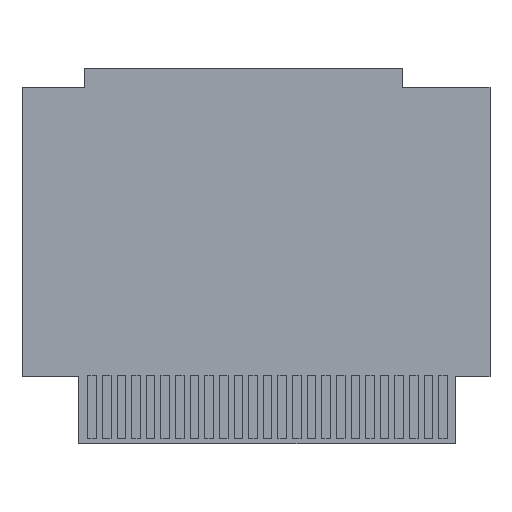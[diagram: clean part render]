
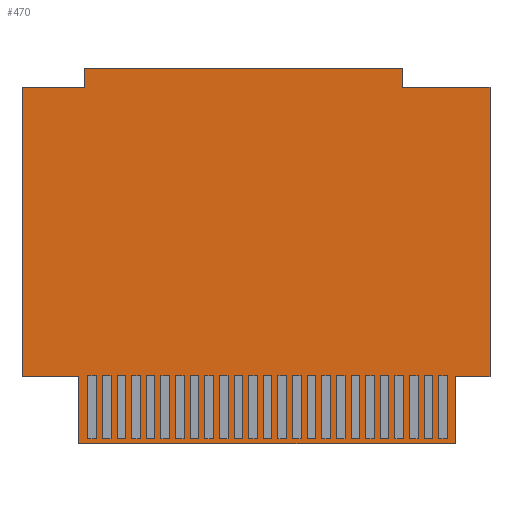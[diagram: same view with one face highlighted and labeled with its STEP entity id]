
A CAD part, top view. The second image highlights one B-rep face of the part: STEP entity #470.
In plain terms, the highlighted planar face has unit normal (0, 0, 1).
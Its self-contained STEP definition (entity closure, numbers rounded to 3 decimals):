
#41 = VERTEX_POINT('',#42);
#42 = CARTESIAN_POINT('',(122.555,-95.758,0.));
#59 = VERTEX_POINT('',#60);
#60 = CARTESIAN_POINT('',(177.8,-95.758,0.));
#66 = EDGE_CURVE('',#41,#59,#67,.T.);
#67 = LINE('',#68,#69);
#68 = CARTESIAN_POINT('',(122.555,-95.758,0.));
#69 = VECTOR('',#70,1.);
#70 = DIRECTION('',(1.,0.,0.));
#90 = VERTEX_POINT('',#91);
#91 = CARTESIAN_POINT('',(177.8,-99.06,0.));
#97 = EDGE_CURVE('',#59,#90,#98,.T.);
#98 = LINE('',#99,#100);
#99 = CARTESIAN_POINT('',(177.8,-95.758,0.));
#100 = VECTOR('',#101,1.);
#101 = DIRECTION('',(0.,-1.,0.));
#121 = VERTEX_POINT('',#122);
#122 = CARTESIAN_POINT('',(193.04,-99.06,0.));
#128 = EDGE_CURVE('',#90,#121,#129,.T.);
#129 = LINE('',#130,#131);
#130 = CARTESIAN_POINT('',(177.8,-99.06,0.));
#131 = VECTOR('',#132,1.);
#132 = DIRECTION('',(1.,0.,0.));
#152 = VERTEX_POINT('',#153);
#153 = CARTESIAN_POINT('',(193.04,-149.352,0.));
#159 = EDGE_CURVE('',#121,#152,#160,.T.);
#160 = LINE('',#161,#162);
#161 = CARTESIAN_POINT('',(193.04,-99.06,0.));
#162 = VECTOR('',#163,1.);
#163 = DIRECTION('',(0.,-1.,0.));
#174 = VERTEX_POINT('',#175);
#175 = CARTESIAN_POINT('',(187.071,-149.352,0.));
#190 = EDGE_CURVE('',#174,#152,#191,.T.);
#191 = LINE('',#192,#193);
#192 = CARTESIAN_POINT('',(187.071,-149.352,0.));
#193 = VECTOR('',#194,1.);
#194 = DIRECTION('',(1.,0.,0.));
#214 = VERTEX_POINT('',#215);
#215 = CARTESIAN_POINT('',(187.071,-161.036,0.));
#221 = EDGE_CURVE('',#174,#214,#222,.T.);
#222 = LINE('',#223,#224);
#223 = CARTESIAN_POINT('',(187.071,-149.352,0.));
#224 = VECTOR('',#225,1.);
#225 = DIRECTION('',(0.,-1.,0.));
#245 = VERTEX_POINT('',#246);
#246 = CARTESIAN_POINT('',(186.817,-161.036,0.));
#252 = EDGE_CURVE('',#214,#245,#253,.T.);
#253 = LINE('',#254,#255);
#254 = CARTESIAN_POINT('',(187.071,-161.036,0.));
#255 = VECTOR('',#256,1.);
#256 = DIRECTION('',(-1.,0.,0.));
#276 = VERTEX_POINT('',#277);
#277 = CARTESIAN_POINT('',(121.793,-161.036,0.));
#283 = EDGE_CURVE('',#245,#276,#284,.T.);
#284 = LINE('',#285,#286);
#285 = CARTESIAN_POINT('',(186.817,-161.036,0.));
#286 = VECTOR('',#287,1.);
#287 = DIRECTION('',(-1.,0.,0.));
#298 = VERTEX_POINT('',#299);
#299 = CARTESIAN_POINT('',(121.539,-161.036,0.));
#314 = EDGE_CURVE('',#298,#276,#315,.T.);
#315 = LINE('',#316,#317);
#316 = CARTESIAN_POINT('',(121.539,-161.036,0.));
#317 = VECTOR('',#318,1.);
#318 = DIRECTION('',(1.,0.,0.));
#338 = VERTEX_POINT('',#339);
#339 = CARTESIAN_POINT('',(121.539,-149.352,0.));
#345 = EDGE_CURVE('',#298,#338,#346,.T.);
#346 = LINE('',#347,#348);
#347 = CARTESIAN_POINT('',(121.539,-161.036,0.));
#348 = VECTOR('',#349,1.);
#349 = DIRECTION('',(0.,1.,0.));
#369 = VERTEX_POINT('',#370);
#370 = CARTESIAN_POINT('',(111.76,-149.352,0.));
#376 = EDGE_CURVE('',#338,#369,#377,.T.);
#377 = LINE('',#378,#379);
#378 = CARTESIAN_POINT('',(121.539,-149.352,0.));
#379 = VECTOR('',#380,1.);
#380 = DIRECTION('',(-1.,0.,0.));
#400 = VERTEX_POINT('',#401);
#401 = CARTESIAN_POINT('',(111.76,-99.06,0.));
#407 = EDGE_CURVE('',#369,#400,#408,.T.);
#408 = LINE('',#409,#410);
#409 = CARTESIAN_POINT('',(111.76,-149.352,0.));
#410 = VECTOR('',#411,1.);
#411 = DIRECTION('',(0.,1.,0.));
#431 = VERTEX_POINT('',#432);
#432 = CARTESIAN_POINT('',(122.555,-99.06,0.));
#438 = EDGE_CURVE('',#400,#431,#439,.T.);
#439 = LINE('',#440,#441);
#440 = CARTESIAN_POINT('',(111.76,-99.06,0.));
#441 = VECTOR('',#442,1.);
#442 = DIRECTION('',(1.,0.,0.));
#460 = EDGE_CURVE('',#41,#431,#461,.T.);
#461 = LINE('',#462,#463);
#462 = CARTESIAN_POINT('',(122.555,-95.758,0.));
#463 = VECTOR('',#464,1.);
#464 = DIRECTION('',(0.,-1.,0.));
#470 = ADVANCED_FACE('',(#471),#487,.F.);
#471 = FACE_BOUND('',#472,.F.);
#472 = EDGE_LOOP('',(#473,#474,#475,#476,#477,#478,#479,#480,#481,#482,
    #483,#484,#485,#486));
#473 = ORIENTED_EDGE('',*,*,#66,.T.);
#474 = ORIENTED_EDGE('',*,*,#97,.T.);
#475 = ORIENTED_EDGE('',*,*,#128,.T.);
#476 = ORIENTED_EDGE('',*,*,#159,.T.);
#477 = ORIENTED_EDGE('',*,*,#190,.F.);
#478 = ORIENTED_EDGE('',*,*,#221,.T.);
#479 = ORIENTED_EDGE('',*,*,#252,.T.);
#480 = ORIENTED_EDGE('',*,*,#283,.T.);
#481 = ORIENTED_EDGE('',*,*,#314,.F.);
#482 = ORIENTED_EDGE('',*,*,#345,.T.);
#483 = ORIENTED_EDGE('',*,*,#376,.T.);
#484 = ORIENTED_EDGE('',*,*,#407,.T.);
#485 = ORIENTED_EDGE('',*,*,#438,.T.);
#486 = ORIENTED_EDGE('',*,*,#460,.F.);
#487 = PLANE('',#488);
#488 = AXIS2_PLACEMENT_3D('',#489,#490,#491);
#489 = CARTESIAN_POINT('',(152.502,-128.063,0.));
#490 = DIRECTION('',(-0.,-0.,-1.));
#491 = DIRECTION('',(-1.,0.,0.));
